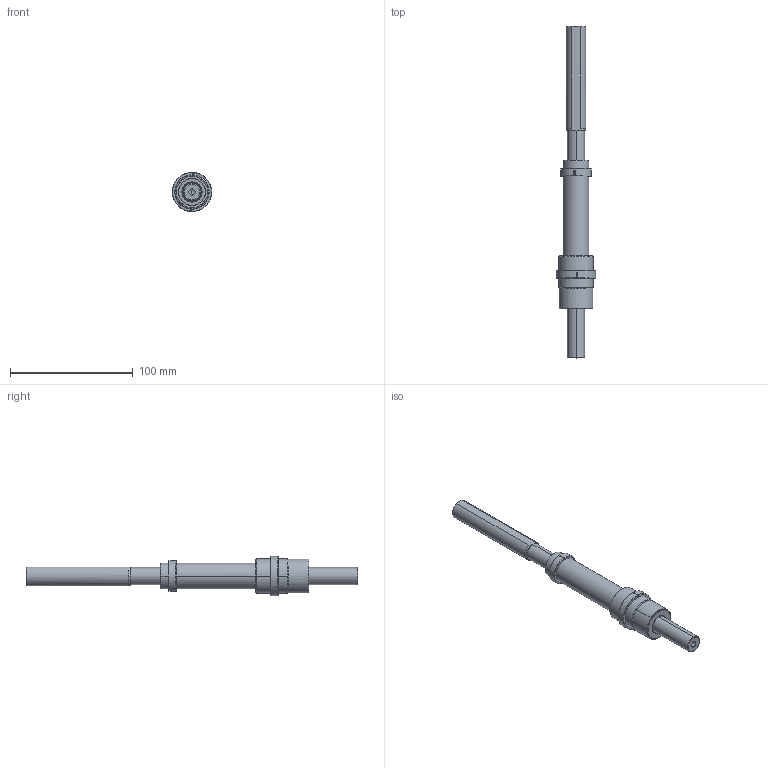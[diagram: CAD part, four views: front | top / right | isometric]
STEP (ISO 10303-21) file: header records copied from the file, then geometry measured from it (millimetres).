
FILE_DESCRIPTION (( 'STEP AP214' ), '1' );
FILE_NAME ('DY142825.STEP', '2023-05-19T08:43:11', ( '' ), ( '' ), 'SwSTEP 2.0', 'SolidWorks 2021', '' );
FILE_SCHEMA (( 'AUTOMOTIVE_DESIGN' ));
Length unit declared in the file: millimetre
Products named in the file (12): 9DX142622-S; 9DY142825-3; 7DY140032-VAL; 3IMAN4X1,5; 7DY140025-VAL; DY142825; 9DY142825-5_Comprimit; 9DY142825-6; 9DY142825-4; 9DY142825-1; 9DY142825-2; 9DY142825
Assembly tree (19 placements, depth 3):
  DY142825
    9DY142825
      9DY142825-1
      9DY142825-2
      9DY142825-3
      9DY142825-4
      9DY142825-5_Comprimit
      9DY142825-6
      7DY140025-VAL  x2
      7DY140032-VAL  x2
    3IMAN4X1,5  x4
    9DX142622-S  x4
Bounding box: 31.94 x 270 x 31.98 mm (x, y, z)
Volume: 79304.7 mm3; surface area: 41106 mm2
Topology: 18 solids, 18 shells, 454 faces, 1042 edges, 633 vertices
Faces by surface type: cylinder 155, plane 103, cone 91, torus 71, bspline 34
Entity records: 9767 total; most frequent: CARTESIAN_POINT 2585, DIRECTION 1469, ORIENTED_EDGE 1288, EDGE_CURVE 644, AXIS2_PLACEMENT_3D 630, VERTEX_POINT 388, CIRCLE 327, EDGE_LOOP 320
